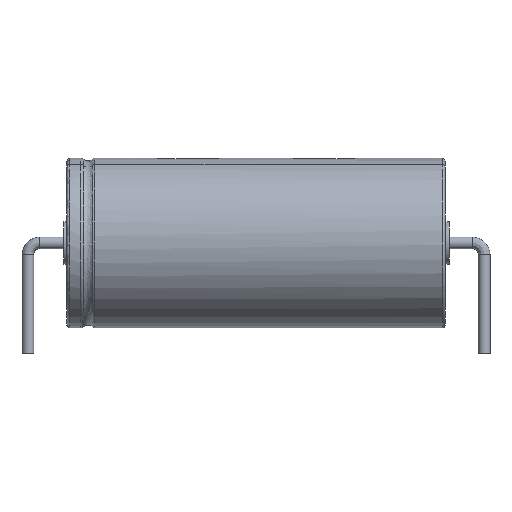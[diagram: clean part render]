
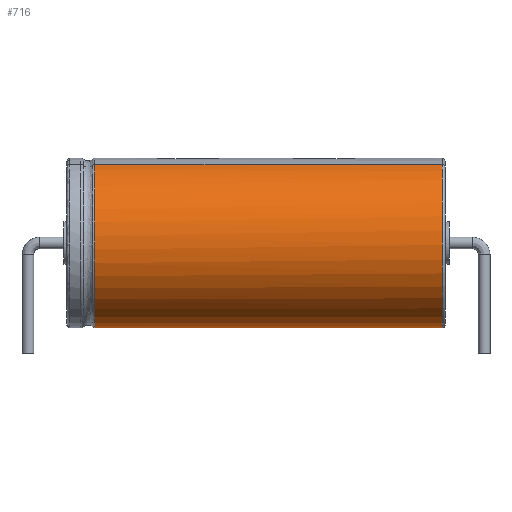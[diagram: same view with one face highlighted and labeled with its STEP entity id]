
A CAD part, front view. The second image highlights one B-rep face of the part: STEP entity #716.
In plain terms, the highlighted cylindrical face has radius 6.5 mm (diameter 13 mm), a partial arc.
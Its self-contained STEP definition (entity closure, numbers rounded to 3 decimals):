
#167=DIRECTION('',(-1.,0.,0.));
#181=DIRECTION('',(0.,0.383,0.924));
#287=VECTOR('',#288,1.);
#288=DIRECTION('',(1.,0.,0.));
#585=VERTEX_POINT('',#586);
#586=CARTESIAN_POINT('',(-12.365,2.487,12.505));
#594=ORIENTED_EDGE('',*,*,#595,.T.);
#595=EDGE_CURVE('',#585,#596,#598,.T.);
#596=VERTEX_POINT('',#597);
#597=CARTESIAN_POINT('',(-12.365,-2.487,12.505));
#598=B_SPLINE_CURVE_WITH_KNOTS('',12,(#599,#600,#601,#602,#603,#604,#605,#606,#607,#608,#609,#610,#611,#612,#613,#614,#615,#616,#617,#618,#619,#620,#621,#622,#623,#624,#625,#626,#627,#628,#629,#630,#631,#632,#633),.UNSPECIFIED.,.F.,.F.,(13,11,11,13),(-1.523,0.,35.736,37.258),.UNSPECIFIED.);
#599=CARTESIAN_POINT('',(-12.365,1.081,13.088));
#600=CARTESIAN_POINT('',(-12.365,1.199,13.039));
#601=CARTESIAN_POINT('',(-12.365,1.317,12.99));
#602=CARTESIAN_POINT('',(-12.365,1.434,12.941));
#603=CARTESIAN_POINT('',(-12.365,1.552,12.893));
#604=CARTESIAN_POINT('',(-12.365,1.669,12.844));
#605=CARTESIAN_POINT('',(-12.365,1.787,12.795));
#606=CARTESIAN_POINT('',(-12.365,1.904,12.747));
#607=CARTESIAN_POINT('',(-12.365,2.021,12.698));
#608=CARTESIAN_POINT('',(-12.365,2.138,12.65));
#609=CARTESIAN_POINT('',(-12.365,2.254,12.602));
#610=CARTESIAN_POINT('',(-12.365,2.371,12.553));
#611=CARTESIAN_POINT('',(-12.365,5.22,11.373));
#612=CARTESIAN_POINT('',(-12.365,7.432,8.868));
#613=CARTESIAN_POINT('',(-12.365,8.308,5.251));
#614=CARTESIAN_POINT('',(-12.365,7.168,1.372));
#615=CARTESIAN_POINT('',(-12.365,4.323,-1.515));
#616=CARTESIAN_POINT('',(-12.365,0.,-2.963));
#617=CARTESIAN_POINT('',(-12.365,-4.323,-1.515));
#618=CARTESIAN_POINT('',(-12.365,-7.168,1.372));
#619=CARTESIAN_POINT('',(-12.365,-8.308,5.251));
#620=CARTESIAN_POINT('',(-12.365,-7.432,8.868));
#621=CARTESIAN_POINT('',(-12.365,-5.22,11.373));
#622=CARTESIAN_POINT('',(-12.365,-2.371,12.553));
#623=CARTESIAN_POINT('',(-12.365,-2.254,12.602));
#624=CARTESIAN_POINT('',(-12.365,-2.138,12.65));
#625=CARTESIAN_POINT('',(-12.365,-2.021,12.698));
#626=CARTESIAN_POINT('',(-12.365,-1.904,12.747));
#627=CARTESIAN_POINT('',(-12.365,-1.787,12.795));
#628=CARTESIAN_POINT('',(-12.365,-1.669,12.844));
#629=CARTESIAN_POINT('',(-12.365,-1.552,12.893));
#630=CARTESIAN_POINT('',(-12.365,-1.434,12.941));
#631=CARTESIAN_POINT('',(-12.365,-1.317,12.99));
#632=CARTESIAN_POINT('',(-12.365,-1.199,13.039));
#633=CARTESIAN_POINT('',(-12.365,-1.081,13.088));
#716=ADVANCED_FACE('',(#717),#736,.T.);
#717=FACE_BOUND('',#718,.F.);
#718=EDGE_LOOP('',(#719,#594,#725,#731));
#719=ORIENTED_EDGE('',*,*,#720,.F.);
#720=EDGE_CURVE('',#585,#721,#723,.T.);
#721=VERTEX_POINT('',#722);
#722=CARTESIAN_POINT('',(14.3,2.487,12.505));
#723=LINE('',#724,#287);
#724=CARTESIAN_POINT('',(-12.5,2.487,12.505));
#725=ORIENTED_EDGE('',*,*,#726,.T.);
#726=EDGE_CURVE('',#596,#727,#729,.T.);
#727=VERTEX_POINT('',#728);
#728=CARTESIAN_POINT('',(14.3,-2.487,12.505));
#729=LINE('',#730,#287);
#730=CARTESIAN_POINT('',(-12.5,-2.487,12.505));
#731=ORIENTED_EDGE('',*,*,#732,.F.);
#732=EDGE_CURVE('',#721,#727,#733,.T.);
#733=CIRCLE('',#734,6.5);
#734=AXIS2_PLACEMENT_3D('',#735,#167,#181);
#735=CARTESIAN_POINT('',(14.3,0.,6.5));
#736=CYLINDRICAL_SURFACE('',#737,6.5);
#737=AXIS2_PLACEMENT_3D('',#738,#288,#181);
#738=CARTESIAN_POINT('',(-12.5,0.,6.5));
